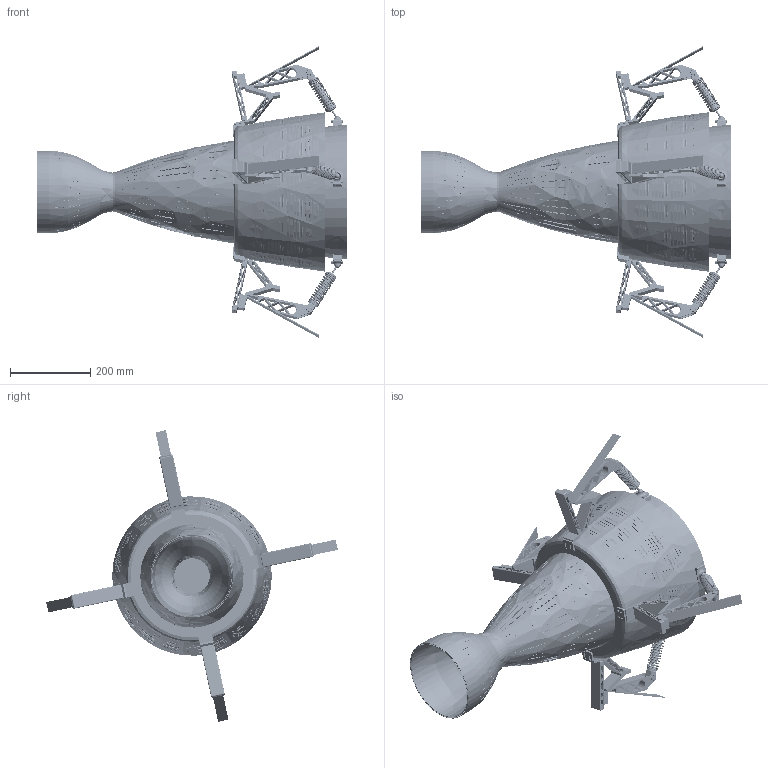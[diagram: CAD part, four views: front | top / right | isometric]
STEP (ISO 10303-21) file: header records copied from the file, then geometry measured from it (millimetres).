
FILE_DESCRIPTION(('FreeCAD Model'),'2;1');
FILE_NAME('Open CASCADE Shape Model','2025-04-26T20:32:43',('FreeCAD'),( 'FreeCAD'),'Open CASCADE STEP processor 7.6','FreeCAD','Unknown');
FILE_SCHEMA(('AUTOMOTIVE_DESIGN { 1 0 10303 214 1 1 1 1 }'));
Products named in the file (1): Open CASCADE STEP translator 7.6 1
Bounding box: 773.56 x 726.34 x 726.34 mm (x, y, z)
Volume: 5924928.3 mm3; surface area: 5025606.2 mm2
Topology: 119 solids, 230 shells, 6182 faces, 13512 edges, 7650 vertices
Faces by surface type: bspline 6182
Entity records: 204140 total; most frequent: CARTESIAN_POINT 130039, ORIENTED_EDGE 26840, EDGE_CURVE 13420, VERTEX_POINT 7650, FACE_BOUND 6602, EDGE_LOOP 6602, ADVANCED_FACE 6182, B_SPLINE_CURVE_WITH_KNOTS 4836
